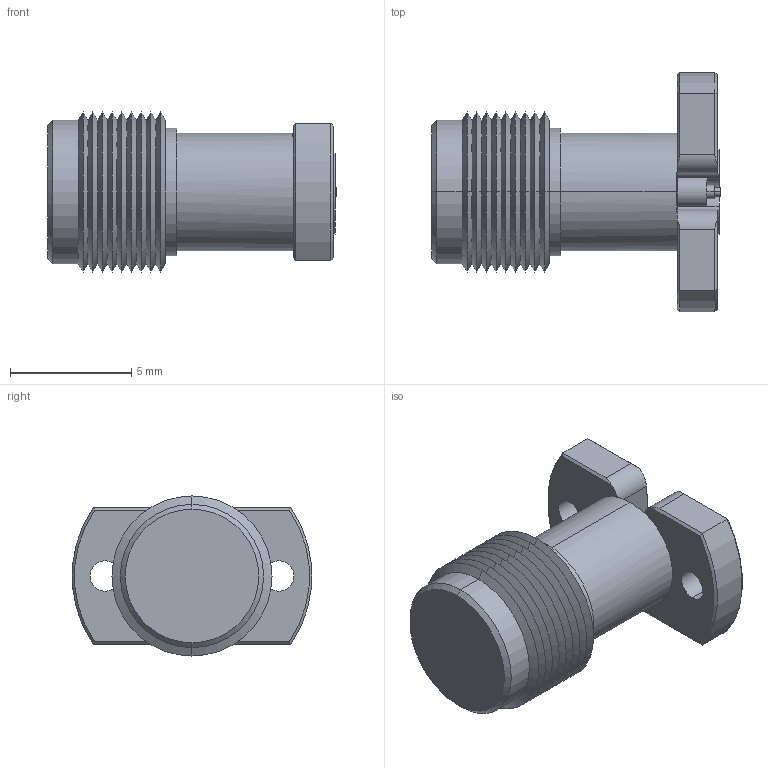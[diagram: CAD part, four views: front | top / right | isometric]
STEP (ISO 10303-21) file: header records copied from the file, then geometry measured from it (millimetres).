
FILE_DESCRIPTION (( 'STEP AP214' ), '1' );
FILE_NAME ('PE45455 FMCN1480_3D.step', '2025-08-06T15:53:38', ( '' ), ( '' ), 'SwSTEP 2.0', 'SolidWorks 2022', '' );
FILE_SCHEMA (( 'AUTOMOTIVE_DESIGN' ));
Length unit declared in the file: millimetre
Products named in the file (1): PE45455 FMCN1480_3D
Bounding box: 11.9 x 9.86 x 6.6 mm (x, y, z)
Volume: 320.2 mm3; surface area: 426.4 mm2
Topology: 1 solids, 1 shells, 90 faces, 204 edges, 120 vertices
Faces by surface type: cone 42, cylinder 26, plane 22
Entity records: 2596 total; most frequent: DIRECTION 472, CARTESIAN_POINT 451, ORIENTED_EDGE 408, EDGE_CURVE 204, AXIS2_PLACEMENT_3D 189, VERTEX_POINT 120, EDGE_LOOP 98, CIRCLE 98
